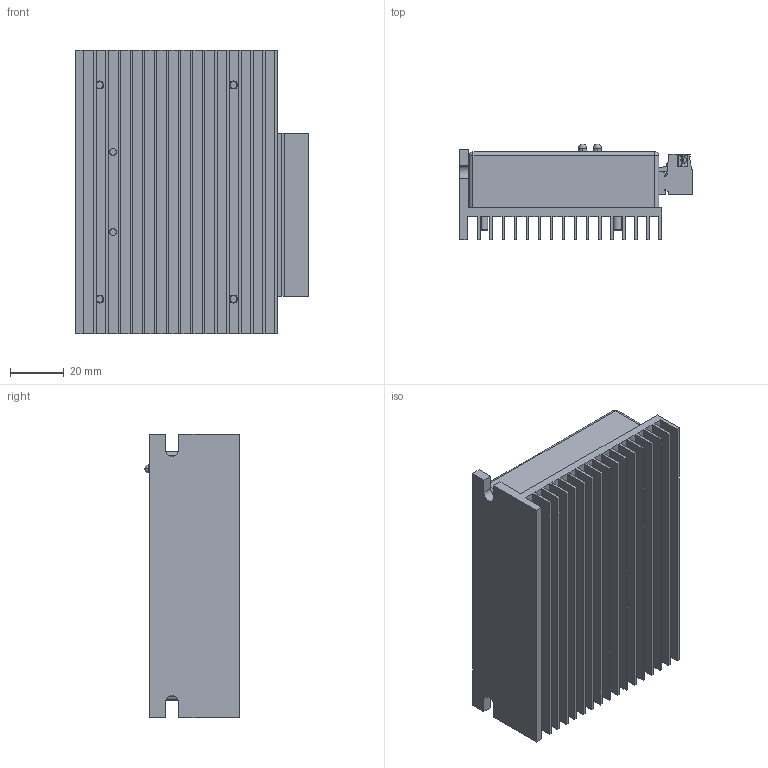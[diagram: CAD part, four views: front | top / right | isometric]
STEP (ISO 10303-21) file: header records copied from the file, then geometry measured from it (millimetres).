
FILE_DESCRIPTION (( 'STEP AP203' ), '1' );
FILE_NAME ('HY-DIV268N-5A.STEP', '2017-04-20T12:18:46', ( 'User' ), ( '' ), 'SwSTEP 2.0', 'SolidWorks 2015', '' );
FILE_SCHEMA (( 'CONFIG_CONTROL_DESIGN' ));
Length unit declared in the file: millimetre
Products named in the file (1): HY-DIV268N-5A
Bounding box: 87 x 35.7 x 106 mm (x, y, z)
Volume: 95071 mm3; surface area: 94149.1 mm2
Topology: 6 solids, 10 shells, 1354 faces, 3560 edges, 2291 vertices
Faces by surface type: plane 1015, cylinder 266, bspline 29, cone 20, torus 16, sphere 8
Entity records: 42059 total; most frequent: CARTESIAN_POINT 8613, ORIENTED_EDGE 7082, DIRECTION 6624, EDGE_CURVE 3541, VECTOR 2610, LINE 2610, VERTEX_POINT 2287, AXIS2_PLACEMENT_3D 2007
